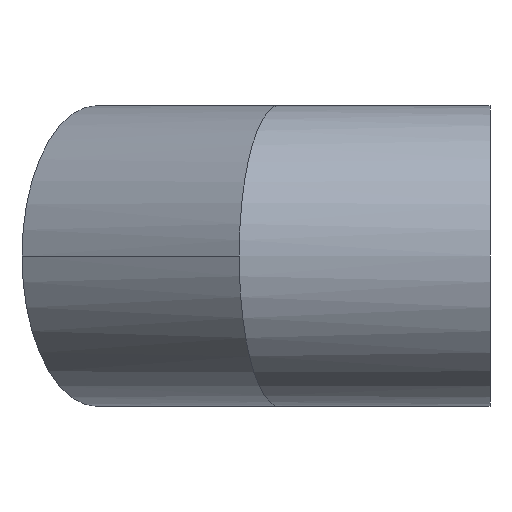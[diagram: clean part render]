
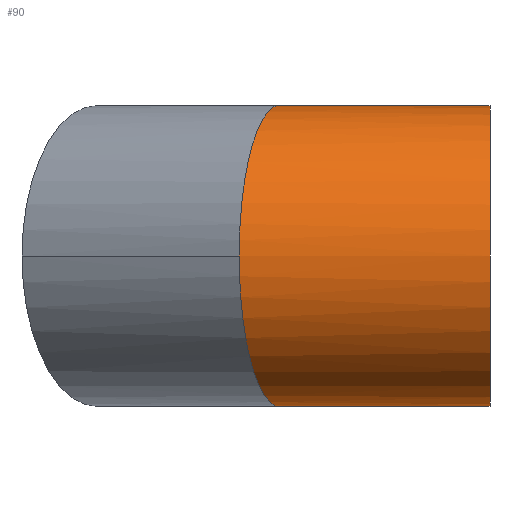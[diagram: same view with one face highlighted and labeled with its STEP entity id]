
A CAD part, left-side view. The second image highlights one B-rep face of the part: STEP entity #90.
In plain terms, the highlighted cylindrical face has radius 200 mm (diameter 400 mm), a partial arc.
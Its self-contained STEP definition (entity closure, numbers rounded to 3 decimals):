
#2 = CARTESIAN_POINT ( 'NONE',  ( 0., 0., 200. ) ) ;
#11 = DIRECTION ( 'NONE',  ( 0., 1., 0. ) ) ;
#14 = CARTESIAN_POINT ( 'NONE',  ( 0., 0., 0. ) ) ;
#27 =( BOUNDED_CURVE ( )  B_SPLINE_CURVE ( 3, ( #195, #368, #129, #163 ),
 .UNSPECIFIED., .F., .F. ) 
 B_SPLINE_CURVE_WITH_KNOTS ( ( 4, 4 ),
 ( 0., 1.571 ),
 .UNSPECIFIED. ) 
 CURVE ( )  GEOMETRIC_REPRESENTATION_ITEM ( )  RATIONAL_B_SPLINE_CURVE ( ( 1., 0.805, 0.805, 1. ) ) 
 REPRESENTATION_ITEM ( '' )  );
#35 = LINE ( 'NONE', #127, #262 ) ;
#37 = EDGE_CURVE ( 'NONE', #168, #267, #27, .T. ) ;
#43 = CARTESIAN_POINT ( 'NONE',  ( -117.157, 311.131, 200. ) ) ;
#48 = EDGE_CURVE ( 'NONE', #338, #267, #309, .T. ) ;
#53 = VERTEX_POINT ( 'NONE', #2 ) ;
#65 = ORIENTED_EDGE ( 'NONE', *, *, #48, .F. ) ;
#67 = EDGE_CURVE ( 'NONE', #53, #84, #35, .T. ) ;
#78 = FACE_OUTER_BOUND ( 'NONE', #386, .T. ) ;
#84 = VERTEX_POINT ( 'NONE', #253 ) ;
#90 = ADVANCED_FACE ( 'NONE', ( #78 ), #347, .T. ) ;
#95 = ORIENTED_EDGE ( 'NONE', *, *, #67, .T. ) ;
#100 = CARTESIAN_POINT ( 'NONE',  ( 0., 0., -200. ) ) ;
#103 = AXIS2_PLACEMENT_3D ( 'NONE', #14, #200, #316 ) ;
#106 = CARTESIAN_POINT ( 'NONE',  ( 0., 279.739, -200. ) ) ;
#127 = CARTESIAN_POINT ( 'NONE',  ( 0., 0., 200. ) ) ;
#129 = CARTESIAN_POINT ( 'NONE',  ( -117.157, 311.131, -200. ) ) ;
#152 = ORIENTED_EDGE ( 'NONE', *, *, #357, .T. ) ;
#163 = CARTESIAN_POINT ( 'NONE',  ( 0., 279.739, -200. ) ) ;
#167 =( BOUNDED_CURVE ( )  B_SPLINE_CURVE ( 3, ( #282, #43, #277, #371 ),
 .UNSPECIFIED., .F., .F. ) 
 B_SPLINE_CURVE_WITH_KNOTS ( ( 4, 4 ),
 ( 4.712, 6.283 ),
 .UNSPECIFIED. ) 
 CURVE ( )  GEOMETRIC_REPRESENTATION_ITEM ( )  RATIONAL_B_SPLINE_CURVE ( ( 1., 0.805, 0.805, 1. ) ) 
 REPRESENTATION_ITEM ( '' )  );
#168 = VERTEX_POINT ( 'NONE', #372 ) ;
#182 = CIRCLE ( 'NONE', #325, 200. ) ;
#195 = CARTESIAN_POINT ( 'NONE',  ( -200., 333.329, 0. ) ) ;
#200 = DIRECTION ( 'NONE',  ( 0., 1., 0. ) ) ;
#216 = CARTESIAN_POINT ( 'NONE',  ( 0., 0., -200. ) ) ;
#224 = DIRECTION ( 'NONE',  ( 0., 0., 1. ) ) ;
#253 = CARTESIAN_POINT ( 'NONE',  ( 0., 279.739, 200. ) ) ;
#262 = VECTOR ( 'NONE', #333, 1000. ) ;
#264 = ORIENTED_EDGE ( 'NONE', *, *, #37, .T. ) ;
#267 = VERTEX_POINT ( 'NONE', #106 ) ;
#277 = CARTESIAN_POINT ( 'NONE',  ( -200., 333.329, 117.157 ) ) ;
#278 = DIRECTION ( 'NONE',  ( 0., 1., 0. ) ) ;
#282 = CARTESIAN_POINT ( 'NONE',  ( 0., 279.739, 200. ) ) ;
#284 = CARTESIAN_POINT ( 'NONE',  ( 0., 0., 0. ) ) ;
#309 = LINE ( 'NONE', #216, #311 ) ;
#311 = VECTOR ( 'NONE', #278, 1000. ) ;
#316 = DIRECTION ( 'NONE',  ( 0., 0., 1. ) ) ;
#324 = ORIENTED_EDGE ( 'NONE', *, *, #367, .T. ) ;
#325 = AXIS2_PLACEMENT_3D ( 'NONE', #284, #11, #224 ) ;
#333 = DIRECTION ( 'NONE',  ( 0., 1., 0. ) ) ;
#338 = VERTEX_POINT ( 'NONE', #100 ) ;
#347 = CYLINDRICAL_SURFACE ( 'NONE', #103, 200. ) ;
#357 = EDGE_CURVE ( 'NONE', #84, #168, #167, .T. ) ;
#367 = EDGE_CURVE ( 'NONE', #338, #53, #182, .T. ) ;
#368 = CARTESIAN_POINT ( 'NONE',  ( -200., 333.329, -117.157 ) ) ;
#371 = CARTESIAN_POINT ( 'NONE',  ( -200., 333.329, 0. ) ) ;
#372 = CARTESIAN_POINT ( 'NONE',  ( -200., 333.329, 0. ) ) ;
#386 = EDGE_LOOP ( 'NONE', ( #65, #324, #95, #152, #264 ) ) ;
